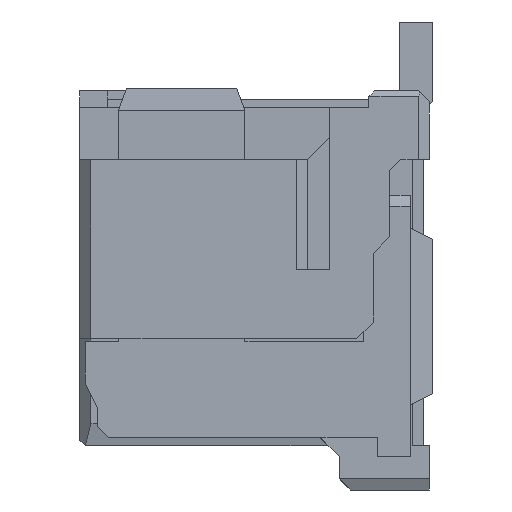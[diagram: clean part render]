
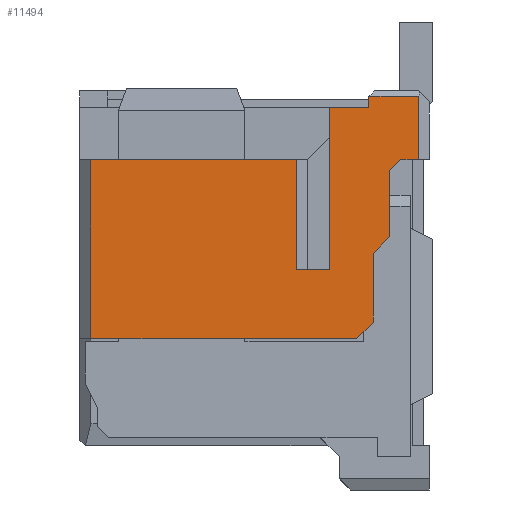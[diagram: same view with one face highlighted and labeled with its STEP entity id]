
A CAD part, left-side view. The second image highlights one B-rep face of the part: STEP entity #11494.
In plain terms, the highlighted planar face has unit normal (-1, 0, 0).
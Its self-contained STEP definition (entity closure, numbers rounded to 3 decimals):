
#753=DIRECTION('',(0.,0.,-1.));
#754=VECTOR('',#753,2.95);
#755=CARTESIAN_POINT('',(-11.15,-1.93,3.77));
#756=LINE('',#755,#754);
#761=DIRECTION('',(0.,0.,-1.));
#762=VECTOR('',#761,3.25);
#763=CARTESIAN_POINT('',(-11.15,2.4,2.82));
#764=LINE('',#763,#762);
#765=DIRECTION('',(0.,-1.,0.));
#766=VECTOR('',#765,3.73);
#767=CARTESIAN_POINT('',(-11.15,2.4,2.82));
#768=LINE('',#767,#766);
#769=DIRECTION('',(0.,0.,1.));
#770=VECTOR('',#769,2.);
#771=CARTESIAN_POINT('',(-11.15,-1.33,0.82));
#772=LINE('',#771,#770);
#773=DIRECTION('',(0.,1.,0.));
#774=VECTOR('',#773,0.6);
#775=CARTESIAN_POINT('',(-11.15,-1.93,0.82));
#776=LINE('',#775,#774);
#777=DIRECTION('',(0.,1.,0.));
#778=VECTOR('',#777,0.72);
#779=CARTESIAN_POINT('',(-11.15,-2.65,3.77));
#780=LINE('',#779,#778);
#781=DIRECTION('',(0.,0.,-1.));
#782=VECTOR('',#781,0.2);
#783=CARTESIAN_POINT('',(-11.15,-2.65,3.97));
#784=LINE('',#783,#782);
#785=DIRECTION('',(0.,1.,0.));
#786=VECTOR('',#785,0.9);
#787=CARTESIAN_POINT('',(-11.15,-3.55,3.97));
#788=LINE('',#787,#786);
#789=DIRECTION('',(0.,0.,1.));
#790=VECTOR('',#789,1.15);
#791=CARTESIAN_POINT('',(-11.15,-3.55,2.82));
#792=LINE('',#791,#790);
#793=DIRECTION('',(0.,1.,0.));
#794=VECTOR('',#793,0.32);
#795=CARTESIAN_POINT('',(-11.15,-3.55,2.82));
#796=LINE('',#795,#794);
#797=DIRECTION('',(0.,0.707,-0.707));
#798=VECTOR('',#797,0.283);
#799=CARTESIAN_POINT('',(-11.15,-3.23,2.82));
#800=LINE('',#799,#798);
#801=DIRECTION('',(0.,0.,-1.));
#802=VECTOR('',#801,1.2);
#803=CARTESIAN_POINT('',(-11.15,-3.03,2.62));
#804=LINE('',#803,#802);
#805=DIRECTION('',(0.,0.707,-0.707));
#806=VECTOR('',#805,0.424);
#807=CARTESIAN_POINT('',(-11.15,-3.03,1.42));
#808=LINE('',#807,#806);
#809=DIRECTION('',(0.,0.,-1.));
#810=VECTOR('',#809,1.25);
#811=CARTESIAN_POINT('',(-11.15,-2.73,1.12));
#812=LINE('',#811,#810);
#813=DIRECTION('',(0.,0.707,-0.707));
#814=VECTOR('',#813,0.424);
#815=CARTESIAN_POINT('',(-11.15,-2.73,-0.13));
#816=LINE('',#815,#814);
#817=DIRECTION('',(0.,-1.,0.));
#818=VECTOR('',#817,4.83);
#819=CARTESIAN_POINT('',(-11.15,2.4,-0.43));
#820=LINE('',#819,#818);
#8003=CARTESIAN_POINT('',(-11.15,-3.23,2.82));
#8004=CARTESIAN_POINT('',(-11.15,-3.03,2.62));
#8005=VERTEX_POINT('',#8003);
#8006=VERTEX_POINT('',#8004);
#8007=CARTESIAN_POINT('',(-11.15,-3.03,1.42));
#8008=VERTEX_POINT('',#8007);
#8009=CARTESIAN_POINT('',(-11.15,-2.73,1.12));
#8010=VERTEX_POINT('',#8009);
#8011=CARTESIAN_POINT('',(-11.15,-2.73,-0.13));
#8012=VERTEX_POINT('',#8011);
#8013=CARTESIAN_POINT('',(-11.15,-2.43,-0.43));
#8014=VERTEX_POINT('',#8013);
#8015=CARTESIAN_POINT('',(-11.15,-1.93,3.77));
#8017=VERTEX_POINT('',#8015);
#8023=CARTESIAN_POINT('',(-11.15,-2.65,3.77));
#8024=VERTEX_POINT('',#8023);
#8552=CARTESIAN_POINT('',(-11.15,-1.93,0.82));
#8553=CARTESIAN_POINT('',(-11.15,-1.33,0.82));
#8554=VERTEX_POINT('',#8552);
#8555=VERTEX_POINT('',#8553);
#8556=CARTESIAN_POINT('',(-11.15,-1.33,2.82));
#8557=VERTEX_POINT('',#8556);
#8628=CARTESIAN_POINT('',(-11.15,2.4,-0.43));
#8630=VERTEX_POINT('',#8628);
#8634=CARTESIAN_POINT('',(-11.15,2.4,2.82));
#8635=VERTEX_POINT('',#8634);
#8686=CARTESIAN_POINT('',(-11.15,-3.55,3.97));
#8687=CARTESIAN_POINT('',(-11.15,-2.65,3.97));
#8688=VERTEX_POINT('',#8686);
#8689=VERTEX_POINT('',#8687);
#8699=CARTESIAN_POINT('',(-11.15,-3.55,2.82));
#8701=VERTEX_POINT('',#8699);
#11457=CARTESIAN_POINT('',(-11.15,0.,0.445));
#11458=DIRECTION('',(-1.,0.,0.));
#11459=DIRECTION('',(0.,0.,1.));
#11460=AXIS2_PLACEMENT_3D('',#11457,#11458,#11459);
#11461=PLANE('',#11460);
#11463=ORIENTED_EDGE('',*,*,#11462,.F.);
#11464=ORIENTED_EDGE('',*,*,#11395,.T.);
#11466=ORIENTED_EDGE('',*,*,#11465,.F.);
#11468=ORIENTED_EDGE('',*,*,#11467,.F.);
#11469=ORIENTED_EDGE('',*,*,#11445,.F.);
#11471=ORIENTED_EDGE('',*,*,#11470,.F.);
#11473=ORIENTED_EDGE('',*,*,#11472,.F.);
#11475=ORIENTED_EDGE('',*,*,#11474,.F.);
#11477=ORIENTED_EDGE('',*,*,#11476,.F.);
#11479=ORIENTED_EDGE('',*,*,#11478,.T.);
#11481=ORIENTED_EDGE('',*,*,#11480,.T.);
#11483=ORIENTED_EDGE('',*,*,#11482,.T.);
#11485=ORIENTED_EDGE('',*,*,#11484,.T.);
#11487=ORIENTED_EDGE('',*,*,#11486,.T.);
#11489=ORIENTED_EDGE('',*,*,#11488,.T.);
#11491=ORIENTED_EDGE('',*,*,#11490,.F.);
#11492=EDGE_LOOP('',(#11463,#11464,#11466,#11468,#11469,#11471,#11473,#11475,
#11477,#11479,#11481,#11483,#11485,#11487,#11489,#11491));
#11493=FACE_OUTER_BOUND('',#11492,.F.);
#11494=ADVANCED_FACE('',(#11493),#11461,.T.);
#11395=EDGE_CURVE('',#8635,#8557,#768,.T.);
#11445=EDGE_CURVE('',#8017,#8554,#756,.T.);
#11462=EDGE_CURVE('',#8635,#8630,#764,.T.);
#11465=EDGE_CURVE('',#8555,#8557,#772,.T.);
#11467=EDGE_CURVE('',#8554,#8555,#776,.T.);
#11470=EDGE_CURVE('',#8024,#8017,#780,.T.);
#11472=EDGE_CURVE('',#8689,#8024,#784,.T.);
#11474=EDGE_CURVE('',#8688,#8689,#788,.T.);
#11476=EDGE_CURVE('',#8701,#8688,#792,.T.);
#11478=EDGE_CURVE('',#8701,#8005,#796,.T.);
#11480=EDGE_CURVE('',#8005,#8006,#800,.T.);
#11482=EDGE_CURVE('',#8006,#8008,#804,.T.);
#11484=EDGE_CURVE('',#8008,#8010,#808,.T.);
#11486=EDGE_CURVE('',#8010,#8012,#812,.T.);
#11488=EDGE_CURVE('',#8012,#8014,#816,.T.);
#11490=EDGE_CURVE('',#8630,#8014,#820,.T.);
